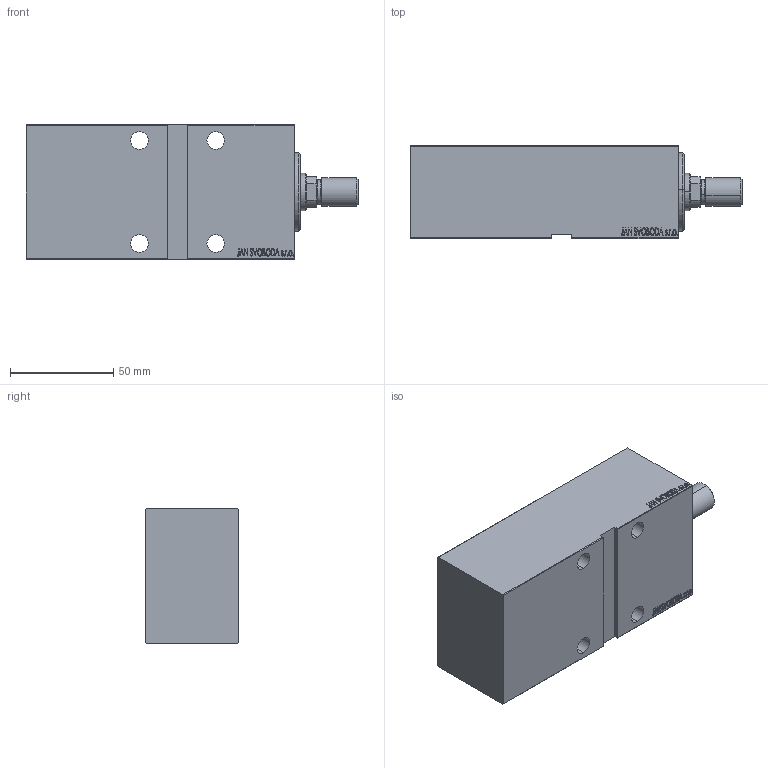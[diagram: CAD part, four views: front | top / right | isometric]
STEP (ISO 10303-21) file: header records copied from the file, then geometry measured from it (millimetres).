
FILE_DESCRIPTION (( 'STEP AP203' ), '1' );
FILE_NAME ('6547.STEP', '2021-03-19T10:01:32', ( '' ), ( '' ), 'SwSTEP 2.0', 'SolidWorks 2019', '' );
FILE_SCHEMA (( 'CONFIG_CONTROL_DESIGN' ));
Length unit declared in the file: millimetre
Products named in the file (5): V450CM_MALE_METRIC 5bd5a93bcba0ed4329b882ef9778c342; V450CM_G_VCP 5bd5a93bcba0ed4329b882ef9778c342; V450CM_G 5bd5a93bcba0ed4329b882ef9778c342; 6547; V450CM_VC_G 5bd5a93bcba0ed4329b882ef9778c342
Assembly tree (4 placements, depth 2):
  6547
    V450CM_G 5bd5a93bcba0ed4329b882ef9778c342
    V450CM_G_VCP 5bd5a93bcba0ed4329b882ef9778c342
    V450CM_VC_G 5bd5a93bcba0ed4329b882ef9778c342
    V450CM_MALE_METRIC 5bd5a93bcba0ed4329b882ef9778c342
Bounding box: 161 x 45 x 65 mm (x, y, z)
Volume: 352709.4 mm3; surface area: 66032.9 mm2
Topology: 4 solids, 4 shells, 857 faces, 2198 edges, 1457 vertices
Faces by surface type: plane 411, bspline 380, cylinder 48, cone 16, torus 2
Entity records: 43227 total; most frequent: CARTESIAN_POINT 24377, ORIENTED_EDGE 4392, DIRECTION 2514, EDGE_CURVE 2196, VERTEX_POINT 1457, LINE 1310, VECTOR 1310, EDGE_LOOP 977
